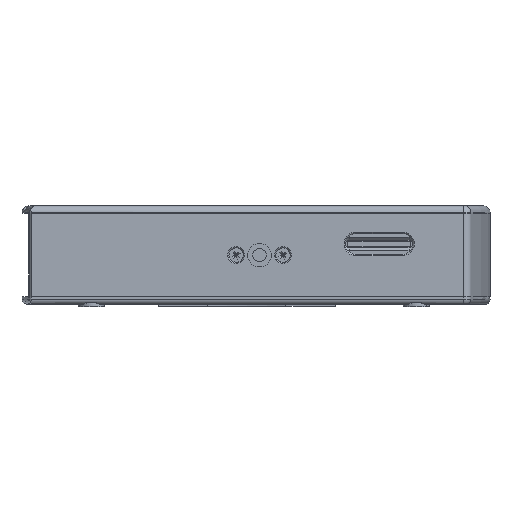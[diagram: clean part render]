
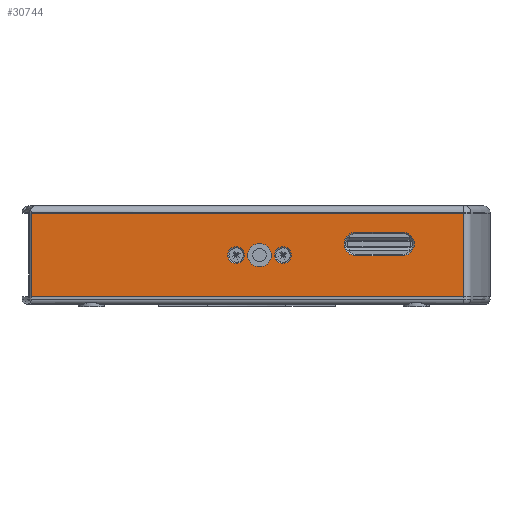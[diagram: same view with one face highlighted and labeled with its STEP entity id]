
A CAD part, front view. The second image highlights one B-rep face of the part: STEP entity #30744.
In plain terms, the highlighted planar face has unit normal (0, -1, 0).
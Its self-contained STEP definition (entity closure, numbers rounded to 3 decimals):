
#30473 = VERTEX_POINT ( 'NONE', #35608 ) ;
#30475 = EDGE_CURVE ( 'NONE', #30476, #30473, #35607, .T. ) ;
#30476 = VERTEX_POINT ( 'NONE', #35602 ) ;
#30565 = VERTEX_POINT ( 'NONE', #35632 ) ;
#30567 = EDGE_CURVE ( 'NONE', #30568, #30565, #35631, .T. ) ;
#30568 = VERTEX_POINT ( 'NONE', #35626 ) ;
#30578 = EDGE_CURVE ( 'NONE', #30717, #30621, #35699, .T. ) ;
#30621 = VERTEX_POINT ( 'NONE', #35868 ) ;
#30717 = VERTEX_POINT ( 'NONE', #36126 ) ;
#30721 = VERTEX_POINT ( 'NONE', #36120 ) ;
#30723 = EDGE_CURVE ( 'NONE', #30717, #30721, #36119, .T. ) ;
#30744 = ADVANCED_FACE ( 'NONE', ( #36196, #36195, #36194, #36193, #36192 ), #36191, .F. ) ;
#30745 = EDGE_LOOP ( 'NONE', ( #30818, #30819, #30820, #30821 ) ) ;
#30746 = EDGE_CURVE ( 'NONE', #30473, #30476, #36189, .T. ) ;
#30765 = EDGE_CURVE ( 'NONE', #30565, #30568, #36164, .T. ) ;
#30788 = VERTEX_POINT ( 'NONE', #36054 ) ;
#30818 = ORIENTED_EDGE ( 'NONE', *, *, #30865, .T. ) ;
#30819 = ORIENTED_EDGE ( 'NONE', *, *, #31933, .T. ) ;
#30820 = ORIENTED_EDGE ( 'NONE', *, *, #31956, .T. ) ;
#30821 = ORIENTED_EDGE ( 'NONE', *, *, #30856, .T. ) ;
#30822 = EDGE_LOOP ( 'NONE', ( #30823, #30824 ) ) ;
#30823 = ORIENTED_EDGE ( 'NONE', *, *, #30475, .T. ) ;
#30824 = ORIENTED_EDGE ( 'NONE', *, *, #30746, .T. ) ;
#30825 = EDGE_LOOP ( 'NONE', ( #30826, #30827 ) ) ;
#30826 = ORIENTED_EDGE ( 'NONE', *, *, #30567, .T. ) ;
#30827 = ORIENTED_EDGE ( 'NONE', *, *, #30765, .T. ) ;
#30828 = EDGE_LOOP ( 'NONE', ( #30829, #30833 ) ) ;
#30829 = ORIENTED_EDGE ( 'NONE', *, *, #30830, .F. ) ;
#30830 = EDGE_CURVE ( 'NONE', #30831, #30832, #36006, .T. ) ;
#30831 = VERTEX_POINT ( 'NONE', #36001 ) ;
#30832 = VERTEX_POINT ( 'NONE', #36000 ) ;
#30833 = ORIENTED_EDGE ( 'NONE', *, *, #30834, .F. ) ;
#30834 = EDGE_CURVE ( 'NONE', #30832, #30831, #35999, .T. ) ;
#30835 = EDGE_LOOP ( 'NONE', ( #30836, #30839, #30841, #30842 ) ) ;
#30836 = ORIENTED_EDGE ( 'NONE', *, *, #30837, .T. ) ;
#30837 = EDGE_CURVE ( 'NONE', #30721, #30838, #35994, .T. ) ;
#30838 = VERTEX_POINT ( 'NONE', #35990 ) ;
#30839 = ORIENTED_EDGE ( 'NONE', *, *, #30840, .T. ) ;
#30840 = EDGE_CURVE ( 'NONE', #30838, #30621, #35989, .T. ) ;
#30841 = ORIENTED_EDGE ( 'NONE', *, *, #30578, .F. ) ;
#30842 = ORIENTED_EDGE ( 'NONE', *, *, #30723, .T. ) ;
#30856 = EDGE_CURVE ( 'NONE', #31952, #30788, #35968, .T. ) ;
#30865 = EDGE_CURVE ( 'NONE', #30788, #31935, #35960, .T. ) ;
#31931 = VERTEX_POINT ( 'NONE', #37465 ) ;
#31933 = EDGE_CURVE ( 'NONE', #31935, #31931, #37504, .T. ) ;
#31935 = VERTEX_POINT ( 'NONE', #37500 ) ;
#31952 = VERTEX_POINT ( 'NONE', #37485 ) ;
#31956 = EDGE_CURVE ( 'NONE', #31931, #31952, #37484, .T. ) ;
#35602 = CARTESIAN_POINT ( 'NONE',  ( 24.127, -41.569, -29.112 ) ) ;
#35603 = DIRECTION ( 'NONE',  ( 0., 0., -1. ) ) ;
#35604 = DIRECTION ( 'NONE',  ( 0., 1., 0. ) ) ;
#35605 = CARTESIAN_POINT ( 'NONE',  ( 24.127, -41.569, -32.312 ) ) ;
#35606 = AXIS2_PLACEMENT_3D ( 'NONE', #35605, #35604, #35603 ) ;
#35607 = CIRCLE ( 'NONE', #35606, 3.2 ) ;
#35608 = CARTESIAN_POINT ( 'NONE',  ( 24.127, -41.569, -35.512 ) ) ;
#35626 = CARTESIAN_POINT ( 'NONE',  ( 6.127, -41.569, -29.112 ) ) ;
#35627 = DIRECTION ( 'NONE',  ( 0., 0., -1. ) ) ;
#35628 = DIRECTION ( 'NONE',  ( 0., 1., 0. ) ) ;
#35629 = CARTESIAN_POINT ( 'NONE',  ( 6.127, -41.569, -32.312 ) ) ;
#35630 = AXIS2_PLACEMENT_3D ( 'NONE', #35629, #35628, #35627 ) ;
#35631 = CIRCLE ( 'NONE', #35630, 3.2 ) ;
#35632 = CARTESIAN_POINT ( 'NONE',  ( 6.127, -41.569, -35.512 ) ) ;
#35692 = DIRECTION ( 'NONE',  ( -1., 0., 0. ) ) ;
#35693 = VECTOR ( 'NONE', #35692, 1000. ) ;
#35694 = CARTESIAN_POINT ( 'NONE',  ( -73.227, -41.569, -48.312 ) ) ;
#35699 = LINE ( 'NONE', #35694, #35693 ) ;
#35868 = CARTESIAN_POINT ( 'NONE',  ( -72.727, -41.569, -48.312 ) ) ;
#35954 = DIRECTION ( 'NONE',  ( 1., 0., 0. ) ) ;
#35955 = VECTOR ( 'NONE', #35954, 1000. ) ;
#35956 = CARTESIAN_POINT ( 'NONE',  ( -73.227, -41.569, -23.541 ) ) ;
#35960 = LINE ( 'NONE', #35956, #35955 ) ;
#35964 = DIRECTION ( 'NONE',  ( 0., 0., -1. ) ) ;
#35965 = DIRECTION ( 'NONE',  ( 0., 1., 0. ) ) ;
#35966 = CARTESIAN_POINT ( 'NONE',  ( 52.124, -41.569, -28.041 ) ) ;
#35967 = AXIS2_PLACEMENT_3D ( 'NONE', #35966, #35965, #35964 ) ;
#35968 = CIRCLE ( 'NONE', #35967, 4.5 ) ;
#35986 = DIRECTION ( 'NONE',  ( 0., 0., -1. ) ) ;
#35987 = VECTOR ( 'NONE', #35986, 1000. ) ;
#35988 = CARTESIAN_POINT ( 'NONE',  ( -72.727, -41.569, -48.312 ) ) ;
#35989 = LINE ( 'NONE', #35988, #35987 ) ;
#35990 = CARTESIAN_POINT ( 'NONE',  ( -72.727, -41.569, -16.312 ) ) ;
#35991 = DIRECTION ( 'NONE',  ( -1., 0., 0. ) ) ;
#35992 = VECTOR ( 'NONE', #35991, 1000. ) ;
#35993 = CARTESIAN_POINT ( 'NONE',  ( -73.227, -41.569, -16.312 ) ) ;
#35994 = LINE ( 'NONE', #35993, #35992 ) ;
#35995 = DIRECTION ( 'NONE',  ( 0., 0., 1. ) ) ;
#35996 = DIRECTION ( 'NONE',  ( 0., -1., 0. ) ) ;
#35997 = CARTESIAN_POINT ( 'NONE',  ( 15.127, -41.569, -32.312 ) ) ;
#35998 = AXIS2_PLACEMENT_3D ( 'NONE', #35997, #35996, #35995 ) ;
#35999 = CIRCLE ( 'NONE', #35998, 4.5 ) ;
#36000 = CARTESIAN_POINT ( 'NONE',  ( 15.127, -41.569, -36.812 ) ) ;
#36001 = CARTESIAN_POINT ( 'NONE',  ( 15.127, -41.569, -27.812 ) ) ;
#36002 = DIRECTION ( 'NONE',  ( 0., 0., 1. ) ) ;
#36003 = DIRECTION ( 'NONE',  ( 0., -1., 0. ) ) ;
#36004 = CARTESIAN_POINT ( 'NONE',  ( 15.127, -41.569, -32.312 ) ) ;
#36005 = AXIS2_PLACEMENT_3D ( 'NONE', #36004, #36003, #36002 ) ;
#36006 = CIRCLE ( 'NONE', #36005, 4.5 ) ;
#36054 = CARTESIAN_POINT ( 'NONE',  ( 52.124, -41.569, -23.541 ) ) ;
#36116 = DIRECTION ( 'NONE',  ( 0., 0., 1. ) ) ;
#36117 = VECTOR ( 'NONE', #36116, 1000. ) ;
#36118 = CARTESIAN_POINT ( 'NONE',  ( 93.579, -41.569, -48.312 ) ) ;
#36119 = LINE ( 'NONE', #36118, #36117 ) ;
#36120 = CARTESIAN_POINT ( 'NONE',  ( 93.579, -41.569, -16.312 ) ) ;
#36126 = CARTESIAN_POINT ( 'NONE',  ( 93.579, -41.569, -48.312 ) ) ;
#36160 = DIRECTION ( 'NONE',  ( 0., 0., -1. ) ) ;
#36161 = DIRECTION ( 'NONE',  ( 0., 1., 0. ) ) ;
#36162 = CARTESIAN_POINT ( 'NONE',  ( 6.127, -41.569, -32.312 ) ) ;
#36163 = AXIS2_PLACEMENT_3D ( 'NONE', #36162, #36161, #36160 ) ;
#36164 = CIRCLE ( 'NONE', #36163, 3.2 ) ;
#36182 = DIRECTION ( 'NONE',  ( 0., 0., -1. ) ) ;
#36183 = DIRECTION ( 'NONE',  ( 0., 1., 0. ) ) ;
#36184 = CARTESIAN_POINT ( 'NONE',  ( 24.127, -41.569, -32.312 ) ) ;
#36185 = AXIS2_PLACEMENT_3D ( 'NONE', #36184, #36183, #36182 ) ;
#36186 = DIRECTION ( 'NONE',  ( 0., 0., -1. ) ) ;
#36187 = DIRECTION ( 'NONE',  ( 0., 1., 0. ) ) ;
#36188 = AXIS2_PLACEMENT_3D ( 'NONE', #36190, #36187, #36186 ) ;
#36189 = CIRCLE ( 'NONE', #36185, 3.2 ) ;
#36190 = CARTESIAN_POINT ( 'NONE',  ( -73.227, -41.569, -48.312 ) ) ;
#36191 = PLANE ( 'NONE',  #36188 ) ;
#36192 = FACE_OUTER_BOUND ( 'NONE', #30835, .T. ) ;
#36193 = FACE_BOUND ( 'NONE', #30828, .T. ) ;
#36194 = FACE_BOUND ( 'NONE', #30825, .T. ) ;
#36195 = FACE_BOUND ( 'NONE', #30822, .T. ) ;
#36196 = FACE_BOUND ( 'NONE', #30745, .T. ) ;
#37464 = CARTESIAN_POINT ( 'NONE',  ( 70.124, -41.569, -28.041 ) ) ;
#37465 = CARTESIAN_POINT ( 'NONE',  ( 70.124, -41.569, -32.541 ) ) ;
#37481 = DIRECTION ( 'NONE',  ( -1., 0., 0. ) ) ;
#37482 = VECTOR ( 'NONE', #37481, 1000. ) ;
#37483 = CARTESIAN_POINT ( 'NONE',  ( -73.227, -41.569, -32.541 ) ) ;
#37484 = LINE ( 'NONE', #37483, #37482 ) ;
#37485 = CARTESIAN_POINT ( 'NONE',  ( 52.124, -41.569, -32.541 ) ) ;
#37500 = CARTESIAN_POINT ( 'NONE',  ( 70.124, -41.569, -23.541 ) ) ;
#37501 = DIRECTION ( 'NONE',  ( 0., 0., -1. ) ) ;
#37502 = DIRECTION ( 'NONE',  ( 0., 1., 0. ) ) ;
#37503 = AXIS2_PLACEMENT_3D ( 'NONE', #37464, #37502, #37501 ) ;
#37504 = CIRCLE ( 'NONE', #37503, 4.5 ) ;
